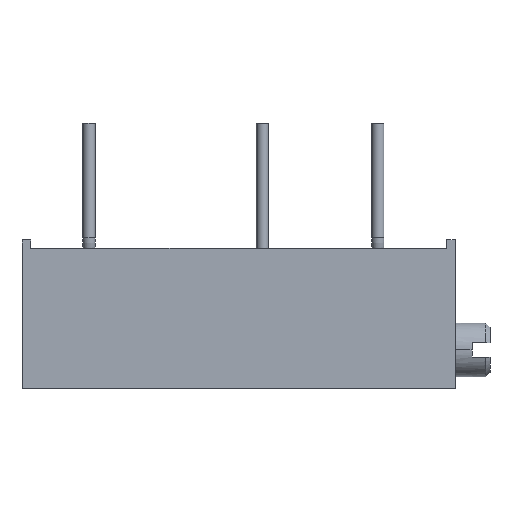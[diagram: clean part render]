
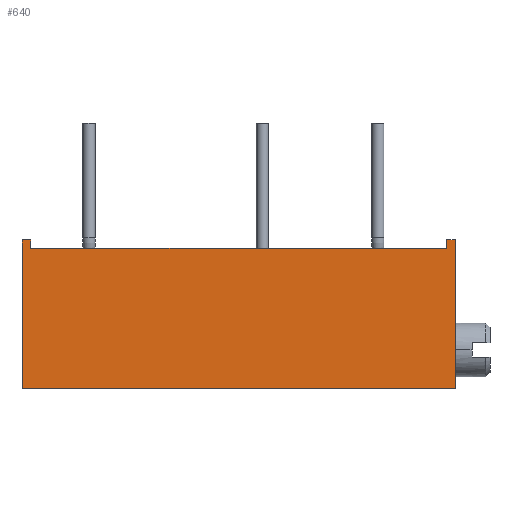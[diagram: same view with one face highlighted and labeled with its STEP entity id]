
A CAD part, top view. The second image highlights one B-rep face of the part: STEP entity #640.
In plain terms, the highlighted planar face has unit normal (0, 0, 1).
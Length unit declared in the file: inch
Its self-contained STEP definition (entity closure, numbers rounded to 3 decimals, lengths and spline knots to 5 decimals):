
#1=DIRECTION('',(-1.,0.,0.));
#2=VECTOR('',#1,0.015);
#3=CARTESIAN_POINT('',(0.71,0.257,0.0985));
#4=LINE('',#3,#2);
#5=DIRECTION('',(0.,1.,0.));
#6=VECTOR('',#5,0.257);
#7=CARTESIAN_POINT('',(0.71,0.,0.0985));
#8=LINE('',#7,#6);
#9=DIRECTION('',(1.,0.,0.));
#10=VECTOR('',#9,0.75);
#11=CARTESIAN_POINT('',(-0.04,0.,0.0985));
#12=LINE('',#11,#10);
#13=DIRECTION('',(0.,-1.,0.));
#14=VECTOR('',#13,0.257);
#15=CARTESIAN_POINT('',(-0.04,0.257,0.0985));
#16=LINE('',#15,#14);
#17=DIRECTION('',(-1.,0.,0.));
#18=VECTOR('',#17,0.015);
#19=CARTESIAN_POINT('',(-0.025,0.257,0.0985));
#20=LINE('',#19,#18);
#21=DIRECTION('',(0.,-1.,0.));
#22=VECTOR('',#21,0.014);
#23=CARTESIAN_POINT('',(-0.025,0.257,0.0985));
#24=LINE('',#23,#22);
#25=DIRECTION('',(1.,0.,0.));
#26=VECTOR('',#25,0.72);
#27=CARTESIAN_POINT('',(-0.025,0.243,0.0985));
#28=LINE('',#27,#26);
#29=DIRECTION('',(0.,-1.,0.));
#30=VECTOR('',#29,0.014);
#31=CARTESIAN_POINT('',(0.695,0.257,0.0985));
#32=LINE('',#31,#30);
#507=CARTESIAN_POINT('',(-0.04,0.,0.0985));
#508=CARTESIAN_POINT('',(0.71,0.,0.0985));
#509=VERTEX_POINT('',#507);
#510=VERTEX_POINT('',#508);
#511=CARTESIAN_POINT('',(0.71,0.257,0.0985));
#512=VERTEX_POINT('',#511);
#519=CARTESIAN_POINT('',(0.695,0.257,0.0985));
#520=VERTEX_POINT('',#519);
#521=CARTESIAN_POINT('',(-0.025,0.257,0.0985));
#522=CARTESIAN_POINT('',(-0.04,0.257,0.0985));
#523=VERTEX_POINT('',#521);
#524=VERTEX_POINT('',#522);
#531=CARTESIAN_POINT('',(-0.025,0.243,0.0985));
#532=VERTEX_POINT('',#531);
#533=CARTESIAN_POINT('',(0.695,0.243,0.0985));
#534=VERTEX_POINT('',#533);
#617=CARTESIAN_POINT('',(0.,0.,0.0985));
#618=DIRECTION('',(0.,0.,1.));
#619=DIRECTION('',(1.,0.,0.));
#620=AXIS2_PLACEMENT_3D('',#617,#618,#619);
#621=PLANE('',#620);
#623=ORIENTED_EDGE('',*,*,#622,.F.);
#625=ORIENTED_EDGE('',*,*,#624,.F.);
#627=ORIENTED_EDGE('',*,*,#626,.F.);
#629=ORIENTED_EDGE('',*,*,#628,.F.);
#631=ORIENTED_EDGE('',*,*,#630,.F.);
#633=ORIENTED_EDGE('',*,*,#632,.T.);
#635=ORIENTED_EDGE('',*,*,#634,.T.);
#637=ORIENTED_EDGE('',*,*,#636,.F.);
#638=EDGE_LOOP('',(#623,#625,#627,#629,#631,#633,#635,#637));
#639=FACE_OUTER_BOUND('',#638,.F.);
#640=ADVANCED_FACE('',(#639),#621,.T.);
#622=EDGE_CURVE('',#512,#520,#4,.T.);
#624=EDGE_CURVE('',#510,#512,#8,.T.);
#626=EDGE_CURVE('',#509,#510,#12,.T.);
#628=EDGE_CURVE('',#524,#509,#16,.T.);
#630=EDGE_CURVE('',#523,#524,#20,.T.);
#632=EDGE_CURVE('',#523,#532,#24,.T.);
#634=EDGE_CURVE('',#532,#534,#28,.T.);
#636=EDGE_CURVE('',#520,#534,#32,.T.);
